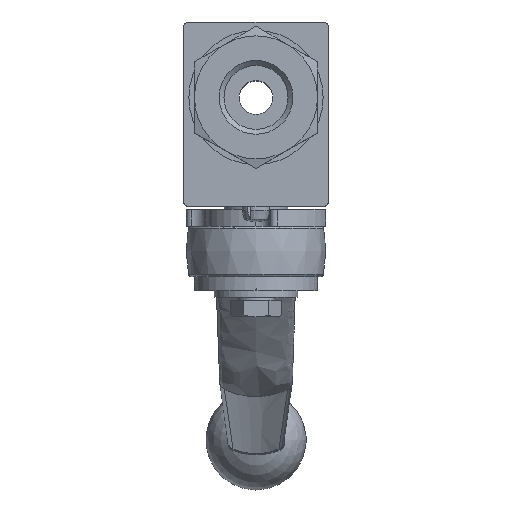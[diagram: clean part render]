
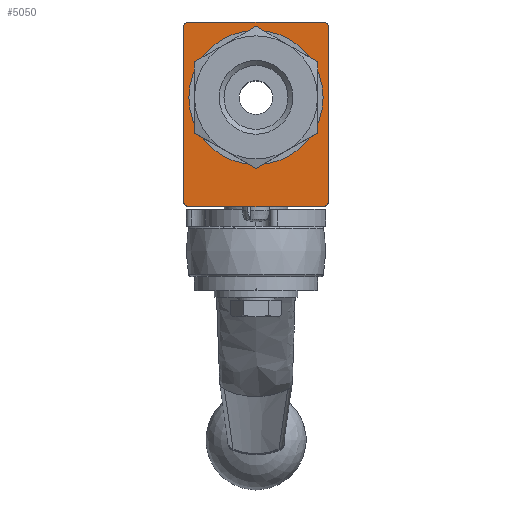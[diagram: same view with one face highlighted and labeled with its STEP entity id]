
A CAD part, top view. The second image highlights one B-rep face of the part: STEP entity #5050.
In plain terms, the highlighted planar face has unit normal (0, 0, 1).
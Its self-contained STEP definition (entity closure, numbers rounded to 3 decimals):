
#83=FACE_BOUND('',#1596,.T.);
#228=LINE('',#7321,#591);
#231=LINE('',#7332,#594);
#239=LINE('',#7353,#602);
#242=LINE('',#7367,#605);
#591=VECTOR('',#5819,10.);
#594=VECTOR('',#5830,10.);
#602=VECTOR('',#5848,10.);
#605=VECTOR('',#5865,10.);
#949=CIRCLE('',#5266,1.);
#952=CIRCLE('',#5271,1.);
#957=CIRCLE('',#5279,1.);
#960=CIRCLE('',#5283,1.);
#1064=CIRCLE('',#5458,12.);
#1065=CIRCLE('',#5459,12.);
#1320=FACE_OUTER_BOUND('',#1595,.T.);
#1595=EDGE_LOOP('',(#3542,#3543,#3544,#3545,#3546,#3547,#3548,#3549));
#1596=EDGE_LOOP('',(#3550,#3551));
#1865=VERTEX_POINT('',#7309);
#1866=VERTEX_POINT('',#7311);
#1869=VERTEX_POINT('',#7318);
#1870=VERTEX_POINT('',#7323);
#1872=VERTEX_POINT('',#7329);
#1881=VERTEX_POINT('',#7350);
#1883=VERTEX_POINT('',#7356);
#1884=VERTEX_POINT('',#7361);
#2037=VERTEX_POINT('',#7942);
#2038=VERTEX_POINT('',#7943);
#2356=EDGE_CURVE('',#1865,#1866,#949,.T.);
#2361=EDGE_CURVE('',#1866,#1869,#228,.T.);
#2364=EDGE_CURVE('',#1869,#1870,#952,.T.);
#2366=EDGE_CURVE('',#1872,#1865,#231,.T.);
#2378=EDGE_CURVE('',#1870,#1881,#239,.T.);
#2380=EDGE_CURVE('',#1883,#1872,#957,.T.);
#2384=EDGE_CURVE('',#1881,#1884,#960,.T.);
#2385=EDGE_CURVE('',#1884,#1883,#242,.T.);
#2607=EDGE_CURVE('',#2037,#2038,#1064,.T.);
#2608=EDGE_CURVE('',#2038,#2037,#1065,.T.);
#3542=ORIENTED_EDGE('',*,*,#2384,.F.);
#3543=ORIENTED_EDGE('',*,*,#2378,.F.);
#3544=ORIENTED_EDGE('',*,*,#2364,.F.);
#3545=ORIENTED_EDGE('',*,*,#2361,.F.);
#3546=ORIENTED_EDGE('',*,*,#2356,.F.);
#3547=ORIENTED_EDGE('',*,*,#2366,.F.);
#3548=ORIENTED_EDGE('',*,*,#2380,.F.);
#3549=ORIENTED_EDGE('',*,*,#2385,.F.);
#3550=ORIENTED_EDGE('',*,*,#2607,.T.);
#3551=ORIENTED_EDGE('',*,*,#2608,.T.);
#4661=PLANE('',#5457);
#5050=ADVANCED_FACE('',(#1320,#83),#4661,.T.);
#5266=AXIS2_PLACEMENT_3D('',#7312,#5810,#5811);
#5271=AXIS2_PLACEMENT_3D('',#7327,#5825,#5826);
#5279=AXIS2_PLACEMENT_3D('',#7358,#5852,#5853);
#5283=AXIS2_PLACEMENT_3D('',#7365,#5861,#5862);
#5457=AXIS2_PLACEMENT_3D('',#7941,#6304,#6305);
#5458=AXIS2_PLACEMENT_3D('',#7944,#6306,#6307);
#5459=AXIS2_PLACEMENT_3D('',#7945,#6308,#6309);
#5810=DIRECTION('center_axis',(0.,0.,-1.));
#5811=DIRECTION('ref_axis',(-0.707,-0.707,0.));
#5819=DIRECTION('',(0.,1.,0.));
#5825=DIRECTION('center_axis',(0.,0.,-1.));
#5826=DIRECTION('ref_axis',(-0.707,0.707,0.));
#5830=DIRECTION('',(-1.,0.,0.));
#5848=DIRECTION('',(1.,0.,0.));
#5852=DIRECTION('center_axis',(0.,0.,-1.));
#5853=DIRECTION('ref_axis',(0.707,-0.707,0.));
#5861=DIRECTION('center_axis',(0.,0.,-1.));
#5862=DIRECTION('ref_axis',(0.707,0.707,0.));
#5865=DIRECTION('',(0.,-1.,0.));
#6304=DIRECTION('center_axis',(0.,0.,1.));
#6305=DIRECTION('ref_axis',(1.,0.,0.));
#6306=DIRECTION('center_axis',(0.,0.,-1.));
#6307=DIRECTION('ref_axis',(1.,0.,0.));
#6308=DIRECTION('center_axis',(0.,0.,-1.));
#6309=DIRECTION('ref_axis',(1.,0.,0.));
#7309=CARTESIAN_POINT('',(-12.,-19.5,20.));
#7311=CARTESIAN_POINT('',(-13.,-18.5,20.));
#7312=CARTESIAN_POINT('Origin',(-12.,-18.5,20.));
#7318=CARTESIAN_POINT('',(-13.,12.5,20.));
#7321=CARTESIAN_POINT('',(-13.,13.5,20.));
#7323=CARTESIAN_POINT('',(-12.,13.5,20.));
#7327=CARTESIAN_POINT('Origin',(-12.,12.5,20.));
#7329=CARTESIAN_POINT('',(12.,-19.5,20.));
#7332=CARTESIAN_POINT('',(-13.,-19.5,20.));
#7350=CARTESIAN_POINT('',(12.,13.5,20.));
#7353=CARTESIAN_POINT('',(13.,13.5,20.));
#7356=CARTESIAN_POINT('',(13.,-18.5,20.));
#7358=CARTESIAN_POINT('Origin',(12.,-18.5,20.));
#7361=CARTESIAN_POINT('',(13.,12.5,20.));
#7365=CARTESIAN_POINT('Origin',(12.,12.5,20.));
#7367=CARTESIAN_POINT('',(13.,-19.5,20.));
#7941=CARTESIAN_POINT('Origin',(0.,-3.,20.));
#7942=CARTESIAN_POINT('',(12.,0.,20.));
#7943=CARTESIAN_POINT('',(-12.,0.,20.));
#7944=CARTESIAN_POINT('Origin',(0.,0.,20.));
#7945=CARTESIAN_POINT('Origin',(0.,0.,20.));
